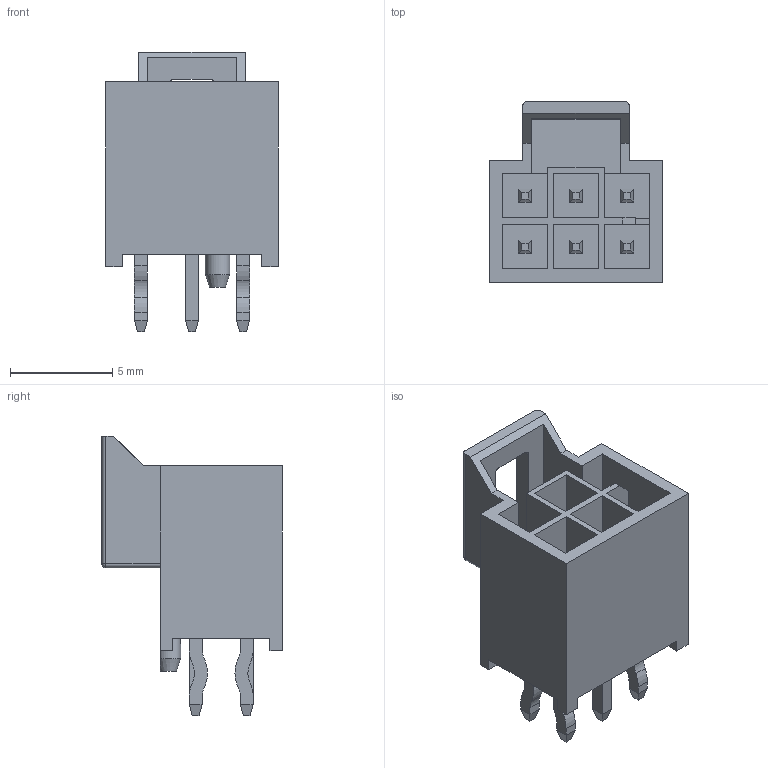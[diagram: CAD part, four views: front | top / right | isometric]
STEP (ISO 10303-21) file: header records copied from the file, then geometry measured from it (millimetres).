
FILE_DESCRIPTION( ( 'STEP AP214' ), '1' );
FILE_NAME( '1053101206.stp', '2021-05-03T15:04:49', ( 'License CC BY-ND 4.0' ), ( 'CADENAS' ), ' ', 'PARTsolutions', ' ' );
FILE_SCHEMA( ( 'AUTOMOTIVE_DESIGN { 1 0 10303 214 1 1 1 1 }' ) );
Length unit declared in the file: millimetre
Products named in the file (2): 1053101206; 1
Assembly tree (1 placements, depth 2):
  1053101206
    1
Bounding box: 8.44 x 8.84 x 13.71 mm (x, y, z)
Volume: 294.2 mm3; surface area: 905.7 mm2
Topology: 1 solids, 1 shells, 218 faces, 553 edges, 350 vertices
Faces by surface type: plane 182, cylinder 33, sphere 2, cone 1
Entity records: 6468 total; most frequent: CARTESIAN_POINT 1138, ORIENTED_EDGE 1106, DIRECTION 1058, EDGE_CURVE 553, LINE 484, VECTOR 484, VERTEX_POINT 350, AXIS2_PLACEMENT_3D 287
